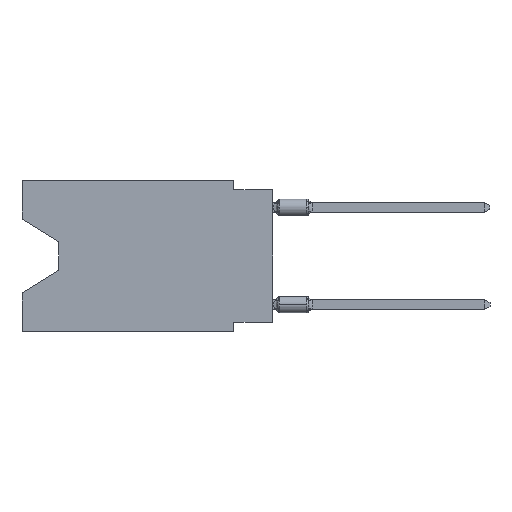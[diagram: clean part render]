
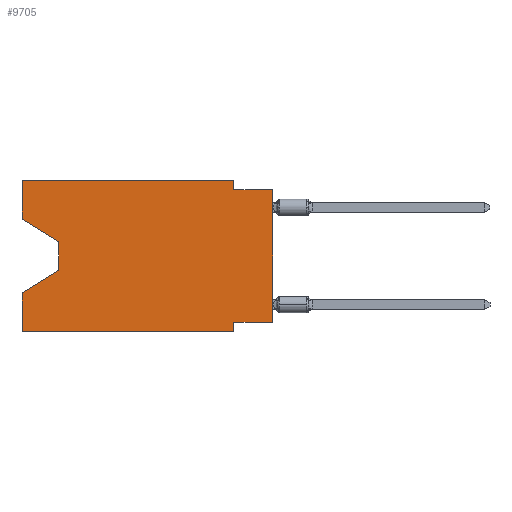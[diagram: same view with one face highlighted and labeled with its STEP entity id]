
A CAD part, left-side view. The second image highlights one B-rep face of the part: STEP entity #9705.
In plain terms, the highlighted planar face has unit normal (-1, 0, 0).
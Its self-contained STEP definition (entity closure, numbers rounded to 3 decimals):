
#104 = CARTESIAN_POINT ( 'NONE',  ( 0., 2.54, 0. ) ) ;
#250 = AXIS2_PLACEMENT_3D ( 'NONE', #11849, #17587, #17394 ) ;
#272 = ORIENTED_EDGE ( 'NONE', *, *, #4937, .T. ) ;
#405 = LINE ( 'NONE', #10541, #5891 ) ;
#592 = CARTESIAN_POINT ( 'NONE',  ( 0., 0., 0. ) ) ;
#776 = DIRECTION ( 'NONE',  ( 0., -1., 0. ) ) ;
#806 = DIRECTION ( 'NONE',  ( 0., 0., 1. ) ) ;
#1166 = EDGE_LOOP ( 'NONE', ( #16390, #8210, #1853, #6022, #16231, #9730, #12941, #272, #10006, #7346, #9336, #16412 ) ) ;
#1278 = VERTEX_POINT ( 'NONE', #17399 ) ;
#1853 = ORIENTED_EDGE ( 'NONE', *, *, #12957, .T. ) ;
#2013 = EDGE_CURVE ( 'NONE', #15005, #14411, #5435, .T. ) ;
#2105 = DIRECTION ( 'NONE',  ( 0., 0., 1. ) ) ;
#2280 = EDGE_CURVE ( 'NONE', #2903, #12744, #10476, .T. ) ;
#2491 = CARTESIAN_POINT ( 'NONE',  ( 0., 13.97, -4.013 ) ) ;
#2542 = VECTOR ( 'NONE', #11863, 1000. ) ;
#2903 = VERTEX_POINT ( 'NONE', #5812 ) ;
#3271 = CARTESIAN_POINT ( 'NONE',  ( 0., 16.383, -2.546 ) ) ;
#3283 = VECTOR ( 'NONE', #5414, 1000. ) ;
#4290 = VECTOR ( 'NONE', #2105, 1000. ) ;
#4564 = CARTESIAN_POINT ( 'NONE',  ( 0., 16.383, 0. ) ) ;
#4628 = PLANE ( 'NONE',  #250 ) ;
#4665 = VERTEX_POINT ( 'NONE', #18275 ) ;
#4749 = DIRECTION ( 'NONE',  ( 0., -0.855, -0.519 ) ) ;
#4844 = LINE ( 'NONE', #592, #4290 ) ;
#4937 = EDGE_CURVE ( 'NONE', #4665, #12744, #4844, .T. ) ;
#5123 = DIRECTION ( 'NONE',  ( 0., 1., 0. ) ) ;
#5139 = LINE ( 'NONE', #2491, #3283 ) ;
#5414 = DIRECTION ( 'NONE',  ( 0., 0., -1. ) ) ;
#5435 = LINE ( 'NONE', #11144, #9983 ) ;
#5597 = VECTOR ( 'NONE', #17403, 1000. ) ;
#5812 = CARTESIAN_POINT ( 'NONE',  ( 0., 2.54, -0.635 ) ) ;
#5891 = VECTOR ( 'NONE', #4749, 1000. ) ;
#6022 = ORIENTED_EDGE ( 'NONE', *, *, #13516, .F. ) ;
#6320 = EDGE_CURVE ( 'NONE', #1278, #14015, #5139, .T. ) ;
#6371 = EDGE_CURVE ( 'NONE', #15817, #15528, #18091, .T. ) ;
#6549 = VERTEX_POINT ( 'NONE', #11653 ) ;
#6665 = CARTESIAN_POINT ( 'NONE',  ( 0., 16.383, 0. ) ) ;
#7346 = ORIENTED_EDGE ( 'NONE', *, *, #12050, .F. ) ;
#7431 = LINE ( 'NONE', #104, #5597 ) ;
#7623 = CARTESIAN_POINT ( 'NONE',  ( 0., 16.383, 0. ) ) ;
#7879 = EDGE_CURVE ( 'NONE', #4665, #15005, #12254, .T. ) ;
#7907 = CARTESIAN_POINT ( 'NONE',  ( 0., 16.383, -9.906 ) ) ;
#8210 = ORIENTED_EDGE ( 'NONE', *, *, #6320, .T. ) ;
#9250 = CARTESIAN_POINT ( 'NONE',  ( 0., 0., -0.635 ) ) ;
#9336 = ORIENTED_EDGE ( 'NONE', *, *, #14551, .F. ) ;
#9494 = EDGE_CURVE ( 'NONE', #12006, #14411, #15063, .T. ) ;
#9705 = ADVANCED_FACE ( 'NONE', ( #11554 ), #4628, .F. ) ;
#9730 = ORIENTED_EDGE ( 'NONE', *, *, #2013, .F. ) ;
#9983 = VECTOR ( 'NONE', #16882, 1000. ) ;
#10006 = ORIENTED_EDGE ( 'NONE', *, *, #2280, .F. ) ;
#10476 = LINE ( 'NONE', #9250, #17505 ) ;
#10541 = CARTESIAN_POINT ( 'NONE',  ( 0., 16.383, -2.546 ) ) ;
#10613 = VECTOR ( 'NONE', #14636, 1000. ) ;
#11144 = CARTESIAN_POINT ( 'NONE',  ( 0., 2.54, -9.906 ) ) ;
#11396 = VERTEX_POINT ( 'NONE', #12081 ) ;
#11554 = FACE_OUTER_BOUND ( 'NONE', #1166, .T. ) ;
#11653 = CARTESIAN_POINT ( 'NONE',  ( 0., 16.383, -7.36 ) ) ;
#11666 = CARTESIAN_POINT ( 'NONE',  ( 0., 2.54, -9.271 ) ) ;
#11849 = CARTESIAN_POINT ( 'NONE',  ( 0., 16.383, 0. ) ) ;
#11863 = DIRECTION ( 'NONE',  ( 0., 0., 1. ) ) ;
#12006 = VERTEX_POINT ( 'NONE', #15527 ) ;
#12050 = EDGE_CURVE ( 'NONE', #11396, #2903, #7431, .T. ) ;
#12081 = CARTESIAN_POINT ( 'NONE',  ( 0., 2.54, 0. ) ) ;
#12254 = LINE ( 'NONE', #17991, #17731 ) ;
#12744 = VERTEX_POINT ( 'NONE', #15212 ) ;
#12920 = CARTESIAN_POINT ( 'NONE',  ( 0., 2.54, -9.906 ) ) ;
#12941 = ORIENTED_EDGE ( 'NONE', *, *, #7879, .F. ) ;
#12957 = EDGE_CURVE ( 'NONE', #14015, #6549, #13759, .T. ) ;
#13516 = EDGE_CURVE ( 'NONE', #12006, #6549, #13736, .T. ) ;
#13736 = LINE ( 'NONE', #7623, #2542 ) ;
#13759 = LINE ( 'NONE', #14534, #10613 ) ;
#13870 = CARTESIAN_POINT ( 'NONE',  ( 0., 16.383, 0. ) ) ;
#14015 = VERTEX_POINT ( 'NONE', #15669 ) ;
#14411 = VERTEX_POINT ( 'NONE', #12920 ) ;
#14534 = CARTESIAN_POINT ( 'NONE',  ( 0., 13.97, -5.893 ) ) ;
#14551 = EDGE_CURVE ( 'NONE', #15528, #11396, #14798, .T. ) ;
#14636 = DIRECTION ( 'NONE',  ( 0., 0.855, -0.519 ) ) ;
#14798 = LINE ( 'NONE', #4564, #15472 ) ;
#15005 = VERTEX_POINT ( 'NONE', #11666 ) ;
#15063 = LINE ( 'NONE', #7907, #15254 ) ;
#15212 = CARTESIAN_POINT ( 'NONE',  ( 0., 0., -0.635 ) ) ;
#15254 = VECTOR ( 'NONE', #776, 1000. ) ;
#15472 = VECTOR ( 'NONE', #17525, 1000. ) ;
#15527 = CARTESIAN_POINT ( 'NONE',  ( 0., 16.383, -9.906 ) ) ;
#15528 = VERTEX_POINT ( 'NONE', #6665 ) ;
#15669 = CARTESIAN_POINT ( 'NONE',  ( 0., 13.97, -5.893 ) ) ;
#15817 = VERTEX_POINT ( 'NONE', #3271 ) ;
#16231 = ORIENTED_EDGE ( 'NONE', *, *, #9494, .T. ) ;
#16233 = DIRECTION ( 'NONE',  ( 0., -1., 0. ) ) ;
#16390 = ORIENTED_EDGE ( 'NONE', *, *, #17920, .T. ) ;
#16412 = ORIENTED_EDGE ( 'NONE', *, *, #6371, .F. ) ;
#16882 = DIRECTION ( 'NONE',  ( 0., 0., -1. ) ) ;
#17394 = DIRECTION ( 'NONE',  ( 0., 0., -1. ) ) ;
#17399 = CARTESIAN_POINT ( 'NONE',  ( 0., 13.97, -4.013 ) ) ;
#17403 = DIRECTION ( 'NONE',  ( 0., 0., -1. ) ) ;
#17505 = VECTOR ( 'NONE', #16233, 1000. ) ;
#17525 = DIRECTION ( 'NONE',  ( 0., -1., 0. ) ) ;
#17587 = DIRECTION ( 'NONE',  ( 1., 0., 0. ) ) ;
#17689 = VECTOR ( 'NONE', #806, 1000. ) ;
#17731 = VECTOR ( 'NONE', #5123, 1000. ) ;
#17920 = EDGE_CURVE ( 'NONE', #15817, #1278, #405, .T. ) ;
#17991 = CARTESIAN_POINT ( 'NONE',  ( 0., 0., -9.271 ) ) ;
#18091 = LINE ( 'NONE', #13870, #17689 ) ;
#18275 = CARTESIAN_POINT ( 'NONE',  ( 0., 0., -9.271 ) ) ;
